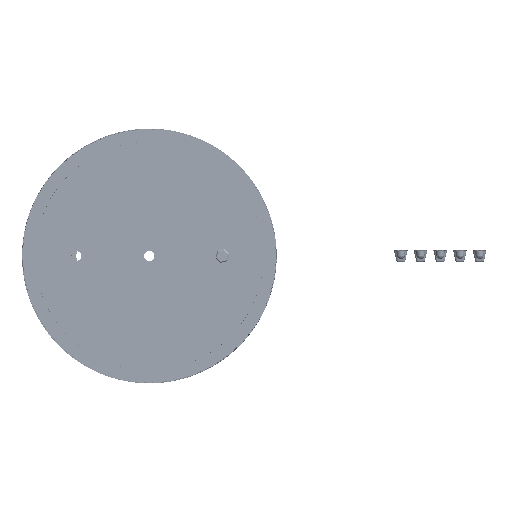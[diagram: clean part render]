
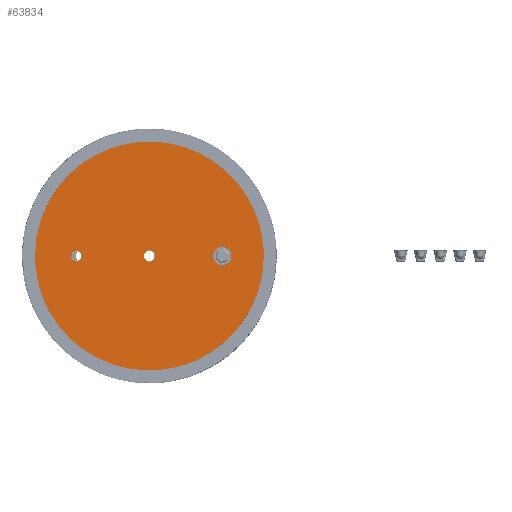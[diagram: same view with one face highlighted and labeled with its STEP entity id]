
A CAD part, front view. The second image highlights one B-rep face of the part: STEP entity #63834.
In plain terms, the highlighted free-form (B-spline) face has degree [1, 1] with [2, 2] control points.
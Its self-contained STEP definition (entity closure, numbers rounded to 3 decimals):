
#63509 = VERTEX_POINT('',#63510);
#63510 = CARTESIAN_POINT('',(556.054,-127.144,
    0.));
#63515 = EDGE_CURVE('',#63509,#63516,#63518,.T.);
#63516 = VERTEX_POINT('',#63517);
#63517 = CARTESIAN_POINT('',(540.312,-127.144,
    0.));
#63518 = ( BOUNDED_CURVE() B_SPLINE_CURVE(2,(#63519,#63520,#63521,#63522
,#63523),.UNSPECIFIED.,.F.,.F.) B_SPLINE_CURVE_WITH_KNOTS((3,2,3),(
    3.142,4.712,6.283),
.PIECEWISE_BEZIER_KNOTS.) CURVE() GEOMETRIC_REPRESENTATION_ITEM() 
RATIONAL_B_SPLINE_CURVE((1.,0.707,1.,0.707,1.)) 
REPRESENTATION_ITEM('') );
#63519 = CARTESIAN_POINT('',(556.054,-127.144,
    0.));
#63520 = CARTESIAN_POINT('',(556.054,-127.144,
    -7.871));
#63521 = CARTESIAN_POINT('',(548.183,-127.144,
    -7.871));
#63522 = CARTESIAN_POINT('',(540.312,-127.144,
    -7.871));
#63523 = CARTESIAN_POINT('',(540.312,-127.144,
    0.));
#63547 = VERTEX_POINT('',#63548);
#63548 = CARTESIAN_POINT('',(271.494,-127.144,
    0.));
#63564 = VERTEX_POINT('',#63565);
#63565 = CARTESIAN_POINT('',(609.333,-127.144,
    0.));
#63570 = EDGE_CURVE('',#63564,#63547,#63571,.T.);
#63571 = ( BOUNDED_CURVE() B_SPLINE_CURVE(2,(#63572,#63573,#63574,#63575
,#63576),.UNSPECIFIED.,.F.,.F.) B_SPLINE_CURVE_WITH_KNOTS((3,2,3),(
    3.142,4.712,6.283),
.PIECEWISE_BEZIER_KNOTS.) CURVE() GEOMETRIC_REPRESENTATION_ITEM() 
RATIONAL_B_SPLINE_CURVE((1.,0.707,1.,0.707,1.)) 
REPRESENTATION_ITEM('') );
#63572 = CARTESIAN_POINT('',(609.333,-127.144,
    0.));
#63573 = CARTESIAN_POINT('',(609.333,-127.144,
    -168.919));
#63574 = CARTESIAN_POINT('',(440.414,-127.144,
    -168.919));
#63575 = CARTESIAN_POINT('',(271.494,-127.144,
    -168.919));
#63576 = CARTESIAN_POINT('',(271.494,-127.144,
    0.));
#63605 = VERTEX_POINT('',#63606);
#63606 = CARTESIAN_POINT('',(340.515,-127.144,
    0.));
#63611 = EDGE_CURVE('',#63605,#63612,#63614,.T.);
#63612 = VERTEX_POINT('',#63613);
#63613 = CARTESIAN_POINT('',(324.773,-127.144,
    0.));
#63614 = ( BOUNDED_CURVE() B_SPLINE_CURVE(2,(#63615,#63616,#63617,#63618
,#63619),.UNSPECIFIED.,.F.,.F.) B_SPLINE_CURVE_WITH_KNOTS((3,2,3),(
    3.142,4.712,6.283),
.PIECEWISE_BEZIER_KNOTS.) CURVE() GEOMETRIC_REPRESENTATION_ITEM() 
RATIONAL_B_SPLINE_CURVE((1.,0.707,1.,0.707,1.)) 
REPRESENTATION_ITEM('') );
#63615 = CARTESIAN_POINT('',(340.515,-127.144,
    0.));
#63616 = CARTESIAN_POINT('',(340.515,-127.144,
    -7.871));
#63617 = CARTESIAN_POINT('',(332.644,-127.144,
    -7.871));
#63618 = CARTESIAN_POINT('',(324.773,-127.144,
    -7.871));
#63619 = CARTESIAN_POINT('',(324.773,-127.144,
    0.));
#63653 = VERTEX_POINT('',#63654);
#63654 = CARTESIAN_POINT('',(448.89,-127.144,
    0.));
#63659 = EDGE_CURVE('',#63653,#63660,#63662,.T.);
#63660 = VERTEX_POINT('',#63661);
#63661 = CARTESIAN_POINT('',(431.937,-127.144,
    0.));
#63662 = ( BOUNDED_CURVE() B_SPLINE_CURVE(2,(#63663,#63664,#63665,#63666
,#63667),.UNSPECIFIED.,.F.,.F.) B_SPLINE_CURVE_WITH_KNOTS((3,2,3),(
    3.142,4.712,6.283),
.PIECEWISE_BEZIER_KNOTS.) CURVE() GEOMETRIC_REPRESENTATION_ITEM() 
RATIONAL_B_SPLINE_CURVE((1.,0.707,1.,0.707,1.)) 
REPRESENTATION_ITEM('') );
#63663 = CARTESIAN_POINT('',(448.89,-127.144,
    0.));
#63664 = CARTESIAN_POINT('',(448.89,-127.144,
    -8.476));
#63665 = CARTESIAN_POINT('',(440.414,-127.144,
    -8.476));
#63666 = CARTESIAN_POINT('',(431.937,-127.144,
    -8.476));
#63667 = CARTESIAN_POINT('',(431.937,-127.144,
    0.));
#63688 = EDGE_CURVE('',#63660,#63653,#63689,.T.);
#63689 = ( BOUNDED_CURVE() B_SPLINE_CURVE(2,(#63690,#63691,#63692,#63693
,#63694),.UNSPECIFIED.,.F.,.F.) B_SPLINE_CURVE_WITH_KNOTS((3,2,3),(0.,
1.571,3.142),.PIECEWISE_BEZIER_KNOTS.) CURVE() 
GEOMETRIC_REPRESENTATION_ITEM() RATIONAL_B_SPLINE_CURVE((1.,
0.707,1.,0.707,1.)) REPRESENTATION_ITEM('') );
#63690 = CARTESIAN_POINT('',(431.937,-127.144,
    0.));
#63691 = CARTESIAN_POINT('',(431.937,-127.144,
    8.476));
#63692 = CARTESIAN_POINT('',(440.414,-127.144,
    8.476));
#63693 = CARTESIAN_POINT('',(448.89,-127.144,
    8.476));
#63694 = CARTESIAN_POINT('',(448.89,-127.144,
    0.));
#63720 = EDGE_CURVE('',#63612,#63605,#63721,.T.);
#63721 = ( BOUNDED_CURVE() B_SPLINE_CURVE(2,(#63722,#63723,#63724,#63725
,#63726),.UNSPECIFIED.,.F.,.F.) B_SPLINE_CURVE_WITH_KNOTS((3,2,3),(0.,
1.571,3.142),.PIECEWISE_BEZIER_KNOTS.) CURVE() 
GEOMETRIC_REPRESENTATION_ITEM() RATIONAL_B_SPLINE_CURVE((1.,
0.707,1.,0.707,1.)) REPRESENTATION_ITEM('') );
#63722 = CARTESIAN_POINT('',(324.773,-127.144,
    0.));
#63723 = CARTESIAN_POINT('',(324.773,-127.144,
    7.871));
#63724 = CARTESIAN_POINT('',(332.644,-127.144,
    7.871));
#63725 = CARTESIAN_POINT('',(340.515,-127.144,
    7.871));
#63726 = CARTESIAN_POINT('',(340.515,-127.144,
    0.));
#63753 = EDGE_CURVE('',#63547,#63564,#63754,.T.);
#63754 = ( BOUNDED_CURVE() B_SPLINE_CURVE(2,(#63755,#63756,#63757,#63758
,#63759),.UNSPECIFIED.,.F.,.F.) B_SPLINE_CURVE_WITH_KNOTS((3,2,3),(0.,
1.571,3.142),.PIECEWISE_BEZIER_KNOTS.) CURVE() 
GEOMETRIC_REPRESENTATION_ITEM() RATIONAL_B_SPLINE_CURVE((1.,
0.707,1.,0.707,1.)) REPRESENTATION_ITEM('') );
#63755 = CARTESIAN_POINT('',(271.494,-127.144,
    0.));
#63756 = CARTESIAN_POINT('',(271.494,-127.144,
    168.919));
#63757 = CARTESIAN_POINT('',(440.414,-127.144,
    168.919));
#63758 = CARTESIAN_POINT('',(609.333,-127.144,
    168.919));
#63759 = CARTESIAN_POINT('',(609.333,-127.144,
    0.));
#63784 = EDGE_CURVE('',#63516,#63509,#63785,.T.);
#63785 = ( BOUNDED_CURVE() B_SPLINE_CURVE(2,(#63786,#63787,#63788,#63789
,#63790),.UNSPECIFIED.,.F.,.F.) B_SPLINE_CURVE_WITH_KNOTS((3,2,3),(0.,
1.571,3.142),.PIECEWISE_BEZIER_KNOTS.) CURVE() 
GEOMETRIC_REPRESENTATION_ITEM() RATIONAL_B_SPLINE_CURVE((1.,
0.707,1.,0.707,1.)) REPRESENTATION_ITEM('') );
#63786 = CARTESIAN_POINT('',(540.312,-127.144,
    0.));
#63787 = CARTESIAN_POINT('',(540.312,-127.144,
    7.871));
#63788 = CARTESIAN_POINT('',(548.183,-127.144,
    7.871));
#63789 = CARTESIAN_POINT('',(556.054,-127.144,
    7.871));
#63790 = CARTESIAN_POINT('',(556.054,-127.144,
    0.));
#63834 = ADVANCED_FACE('',(#63835,#63839,#63843,#63847),#63851,.F.);
#63835 = FACE_BOUND('',#63836,.T.);
#63836 = EDGE_LOOP('',(#63837,#63838));
#63837 = ORIENTED_EDGE('',*,*,#63570,.F.);
#63838 = ORIENTED_EDGE('',*,*,#63753,.F.);
#63839 = FACE_BOUND('',#63840,.T.);
#63840 = EDGE_LOOP('',(#63841,#63842));
#63841 = ORIENTED_EDGE('',*,*,#63784,.T.);
#63842 = ORIENTED_EDGE('',*,*,#63515,.T.);
#63843 = FACE_BOUND('',#63844,.T.);
#63844 = EDGE_LOOP('',(#63845,#63846));
#63845 = ORIENTED_EDGE('',*,*,#63720,.T.);
#63846 = ORIENTED_EDGE('',*,*,#63611,.T.);
#63847 = FACE_BOUND('',#63848,.T.);
#63848 = EDGE_LOOP('',(#63849,#63850));
#63849 = ORIENTED_EDGE('',*,*,#63688,.T.);
#63850 = ORIENTED_EDGE('',*,*,#63659,.T.);
#63851 = B_SPLINE_SURFACE_WITH_KNOTS('',1,1,(
    (#63852,#63853)
    ,(#63854,#63855
    )),.UNSPECIFIED.,.F.,.F.,.F.,(2,2),(2,2),(-139.5,139.5),(103.5,382.5
    ),.PIECEWISE_BEZIER_KNOTS.);
#63852 = CARTESIAN_POINT('',(609.333,-127.144,
    168.919));
#63853 = CARTESIAN_POINT('',(271.494,-127.144,
    168.919));
#63854 = CARTESIAN_POINT('',(609.333,-127.144,
    -168.919));
#63855 = CARTESIAN_POINT('',(271.494,-127.144,
    -168.919));
